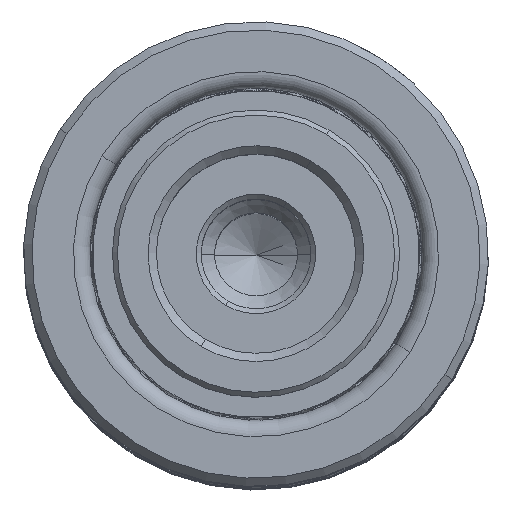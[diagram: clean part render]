
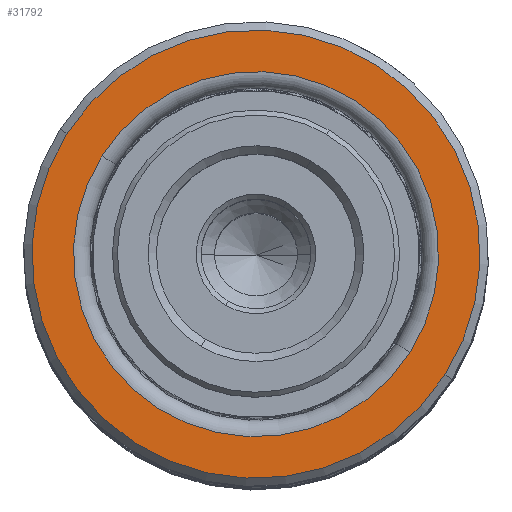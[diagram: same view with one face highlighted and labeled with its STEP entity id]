
A CAD part, top view. The second image highlights one B-rep face of the part: STEP entity #31792.
In plain terms, the highlighted face is planar.
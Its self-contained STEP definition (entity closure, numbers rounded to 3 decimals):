
#587 = DIRECTION ( 'NONE',  ( 0., 0., -1. ) ) ;
#667 = CIRCLE ( 'NONE', #25135, 11. ) ;
#978 = VERTEX_POINT ( 'NONE', #18634 ) ;
#1136 = CIRCLE ( 'NONE', #31854, 13.5 ) ;
#1182 = CARTESIAN_POINT ( 'NONE',  ( -13.5, 0., 0. ) ) ;
#1833 = ORIENTED_EDGE ( 'NONE', *, *, #22519, .T. ) ;
#2144 = VERTEX_POINT ( 'NONE', #9956 ) ;
#3153 = DIRECTION ( 'NONE',  ( 0., 0., -1. ) ) ;
#3691 = DIRECTION ( 'NONE',  ( 0., 0., 1. ) ) ;
#5521 = AXIS2_PLACEMENT_3D ( 'NONE', #22637, #14633, #27760 ) ;
#6334 = AXIS2_PLACEMENT_3D ( 'NONE', #18596, #3153, #21189 ) ;
#6921 = CIRCLE ( 'NONE', #29531, 11. ) ;
#8171 = EDGE_CURVE ( 'NONE', #25963, #2144, #6921, .T. ) ;
#9101 = DIRECTION ( 'NONE',  ( 0., 0., 1. ) ) ;
#9808 = PLANE ( 'NONE',  #5521 ) ;
#9956 = CARTESIAN_POINT ( 'NONE',  ( -11., 0., 0. ) ) ;
#12114 = VERTEX_POINT ( 'NONE', #1182 ) ;
#12490 = FACE_OUTER_BOUND ( 'NONE', #18574, .T. ) ;
#14633 = DIRECTION ( 'NONE',  ( 0., 0., 1. ) ) ;
#14776 = EDGE_LOOP ( 'NONE', ( #28613, #20377 ) ) ;
#14895 = FACE_BOUND ( 'NONE', #14776, .T. ) ;
#14953 = EDGE_CURVE ( 'NONE', #12114, #978, #25440, .T. ) ;
#16035 = CARTESIAN_POINT ( 'NONE',  ( 0., 0., 0. ) ) ;
#18574 = EDGE_LOOP ( 'NONE', ( #1833, #26532 ) ) ;
#18596 = CARTESIAN_POINT ( 'NONE',  ( 0., 0., 0. ) ) ;
#18617 = DIRECTION ( 'NONE',  ( 1., 0., 0. ) ) ;
#18634 = CARTESIAN_POINT ( 'NONE',  ( 13.5, 0., 0. ) ) ;
#19137 = CARTESIAN_POINT ( 'NONE',  ( 0., 0., 0. ) ) ;
#20377 = ORIENTED_EDGE ( 'NONE', *, *, #26203, .T. ) ;
#21189 = DIRECTION ( 'NONE',  ( 1., 0., 0. ) ) ;
#21715 = DIRECTION ( 'NONE',  ( 1., 0., 0. ) ) ;
#22519 = EDGE_CURVE ( 'NONE', #978, #12114, #1136, .T. ) ;
#22637 = CARTESIAN_POINT ( 'NONE',  ( 0., 0., 0. ) ) ;
#24503 = CARTESIAN_POINT ( 'NONE',  ( 0., 0., 0. ) ) ;
#25135 = AXIS2_PLACEMENT_3D ( 'NONE', #24503, #9101, #27072 ) ;
#25440 = CIRCLE ( 'NONE', #6334, 13.5 ) ;
#25963 = VERTEX_POINT ( 'NONE', #31453 ) ;
#26203 = EDGE_CURVE ( 'NONE', #2144, #25963, #667, .T. ) ;
#26532 = ORIENTED_EDGE ( 'NONE', *, *, #14953, .T. ) ;
#27072 = DIRECTION ( 'NONE',  ( 1., 0., 0. ) ) ;
#27760 = DIRECTION ( 'NONE',  ( 1., 0., 0. ) ) ;
#28613 = ORIENTED_EDGE ( 'NONE', *, *, #8171, .T. ) ;
#29531 = AXIS2_PLACEMENT_3D ( 'NONE', #19137, #3691, #21715 ) ;
#31453 = CARTESIAN_POINT ( 'NONE',  ( 11., 0., 0. ) ) ;
#31792 = ADVANCED_FACE ( 'NONE', ( #14895, #12490 ), #9808, .F. ) ;
#31854 = AXIS2_PLACEMENT_3D ( 'NONE', #16035, #587, #18617 ) ;
